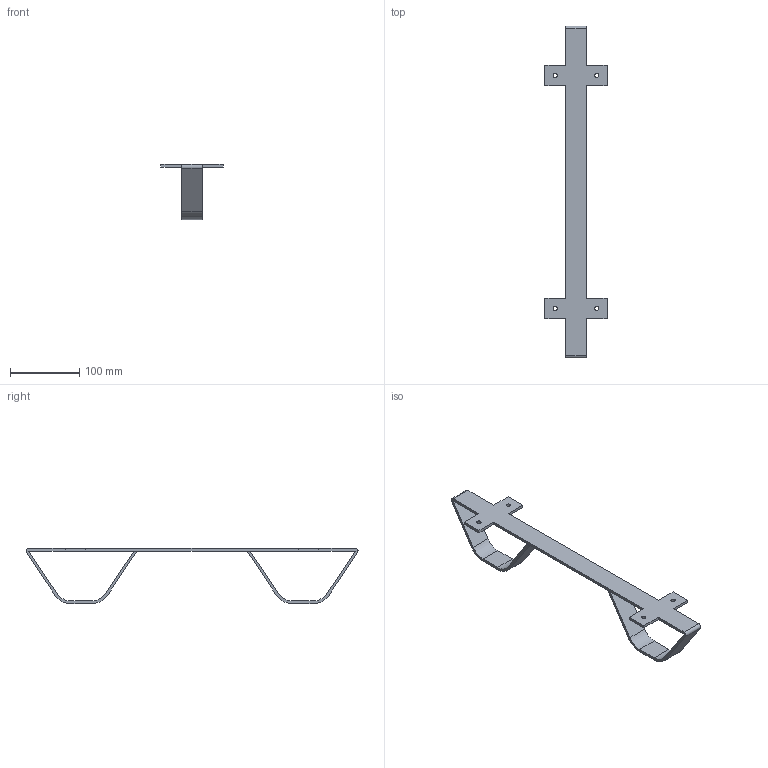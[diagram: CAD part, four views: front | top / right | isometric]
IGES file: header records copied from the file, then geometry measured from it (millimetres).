
Global section: file name: modélisation pieds 3D,; native system: AutoCAD 2016 - Français (French),; preprocessor: Autodesk Translation Framework DWG producer (atf_dwg_producer); organization: unknown; date: 20200320.123034; units: millimetre
Bounding box: 90 x 479.71 x 80 mm (x, y, z)
Volume: 126435.5 mm3; surface area: 72203.8 mm2
Topology: 1 solids, 1 shells, 48 faces, 138 edges, 92 vertices
Faces by surface type: bspline 48
